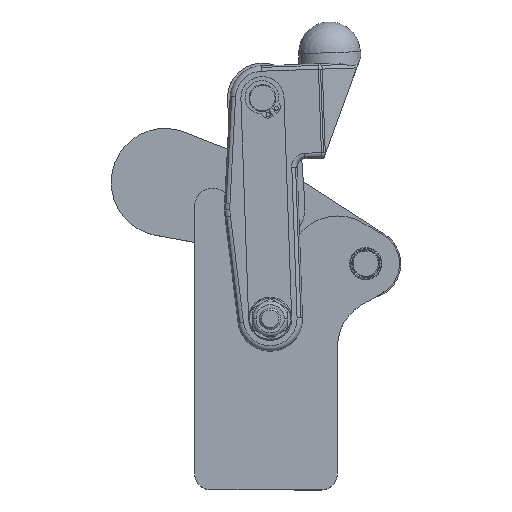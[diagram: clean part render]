
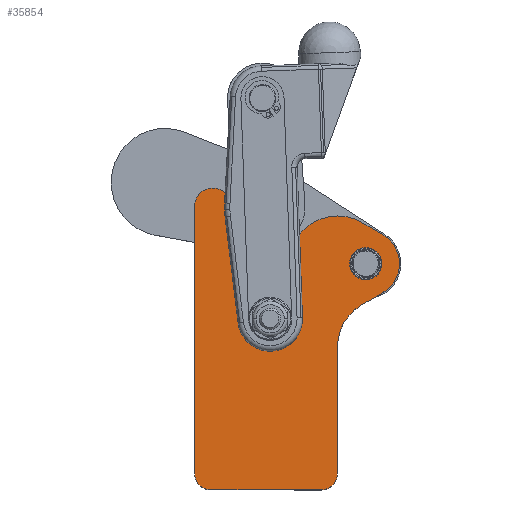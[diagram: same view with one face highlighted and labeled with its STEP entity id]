
A CAD part, top view. The second image highlights one B-rep face of the part: STEP entity #35854.
In plain terms, the highlighted planar face has unit normal (0, 0, 1).
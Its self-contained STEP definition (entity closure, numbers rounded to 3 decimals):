
#167=CARTESIAN_POINT('',(-41.635,226.178,98.143));
#168=VERTEX_POINT('',#167);
#177=CARTESIAN_POINT('',(-29.635,226.178,98.143));
#178=VERTEX_POINT('',#177);
#179=CARTESIAN_POINT('',(-35.635,226.178,98.143));
#180=DIRECTION('',(0.0,0.0,-1.0));
#181=DIRECTION('',(-1.0,0.0,0.0));
#182=AXIS2_PLACEMENT_3D('',#179,#180,#181);
#183=CIRCLE('',#182,6.);
#184=EDGE_CURVE('',#178,#168,#183,.T.);
#1143=CARTESIAN_POINT('',(-87.575,252.275,98.143));
#1144=VERTEX_POINT('',#1143);
#1160=CARTESIAN_POINT('',(-92.171,254.178,98.143));
#1161=VERTEX_POINT('',#1160);
#1168=CARTESIAN_POINT('',(-92.171,247.678,98.143));
#1169=DIRECTION('',(0.0,0.0,-1.));
#1170=DIRECTION('',(0.707,0.707,0.0));
#1171=AXIS2_PLACEMENT_3D('',#1168,#1169,#1170);
#1172=CIRCLE('',#1171,6.5);
#1173=EDGE_CURVE('',#1161,#1144,#1172,.T.);
#1185=CARTESIAN_POINT('',(-97.231,252.275,98.143));
#1186=VERTEX_POINT('',#1185);
#1202=CARTESIAN_POINT('',(-99.135,247.678,98.143));
#1203=VERTEX_POINT('',#1202);
#1210=CARTESIAN_POINT('',(-92.635,247.678,98.143));
#1211=DIRECTION('',(0.0,0.0,-1.0));
#1212=DIRECTION('',(-0.707,0.707,0.0));
#1213=AXIS2_PLACEMENT_3D('',#1210,#1211,#1212);
#1214=CIRCLE('',#1213,6.5);
#1215=EDGE_CURVE('',#1203,#1186,#1214,.T.);
#32866=CARTESIAN_POINT('',(-85.895,227.426,98.143));
#32867=VERTEX_POINT('',#32866);
#32883=CARTESIAN_POINT('',(-59.919,228.334,98.143));
#32884=VERTEX_POINT('',#32883);
#32892=CARTESIAN_POINT('',(-85.895,227.426,98.143));
#32893=DIRECTION('',(0.999,0.035,0.0));
#32894=VECTOR('',#32893,25.992);
#32895=LINE('',#32892,#32894);
#32896=EDGE_CURVE('',#32867,#32884,#32895,.T.);
#34305=CARTESIAN_POINT('',(-59.142,206.097,98.143));
#34306=VERTEX_POINT('',#34305);
#34313=CARTESIAN_POINT('',(-59.919,228.334,98.143));
#34314=DIRECTION('',(0.035,-0.999,0.));
#34315=VECTOR('',#34314,22.25);
#34316=LINE('',#34313,#34315);
#34317=EDGE_CURVE('',#32884,#34306,#34316,.T.);
#34371=CARTESIAN_POINT('',(-83.045,204.216,98.143));
#34372=VERTEX_POINT('',#34371);
#34373=CARTESIAN_POINT('',(-83.045,204.216,98.143));
#34374=DIRECTION('',(-0.122,0.993,0.));
#34375=VECTOR('',#34374,23.385);
#34376=LINE('',#34373,#34375);
#34377=EDGE_CURVE('',#34372,#32867,#34376,.T.);
#34395=CARTESIAN_POINT('',(-71.135,205.678,98.143));
#34396=DIRECTION('',(0.,0.,-1.0));
#34397=DIRECTION('',(0.993,0.122,0.));
#34398=AXIS2_PLACEMENT_3D('',#34395,#34396,#34397);
#34399=CIRCLE('',#34398,12.);
#34400=EDGE_CURVE('',#34306,#34372,#34399,.T.);
#35300=CARTESIAN_POINT('',(-92.635,254.178,98.143));
#35301=VERTEX_POINT('',#35300);
#35302=CARTESIAN_POINT('',(-92.635,247.678,98.143));
#35303=DIRECTION('',(0.0,0.0,-1.0));
#35304=DIRECTION('',(-0.707,0.707,0.0));
#35305=AXIS2_PLACEMENT_3D('',#35302,#35303,#35304);
#35306=CIRCLE('',#35305,6.5);
#35307=EDGE_CURVE('',#1186,#35301,#35306,.T.);
#35327=CARTESIAN_POINT('',(-99.135,148.178,98.143));
#35328=VERTEX_POINT('',#35327);
#35335=CARTESIAN_POINT('',(-99.135,148.178,98.143));
#35336=DIRECTION('',(0.0,1.0,0.0));
#35337=VECTOR('',#35336,99.5);
#35338=LINE('',#35335,#35337);
#35339=EDGE_CURVE('',#35328,#1203,#35338,.T.);
#35350=CARTESIAN_POINT('',(-85.671,247.678,98.143));
#35351=VERTEX_POINT('',#35350);
#35352=CARTESIAN_POINT('',(-92.171,247.678,98.143));
#35353=DIRECTION('',(0.0,0.0,-1.));
#35354=DIRECTION('',(0.707,0.707,0.0));
#35355=AXIS2_PLACEMENT_3D('',#35352,#35353,#35354);
#35356=CIRCLE('',#35355,6.5);
#35357=EDGE_CURVE('',#1144,#35351,#35356,.T.);
#35375=CARTESIAN_POINT('',(-85.671,246.678,98.143));
#35376=VERTEX_POINT('',#35375);
#35377=CARTESIAN_POINT('',(-85.671,247.678,98.143));
#35378=DIRECTION('',(0.0,-1.0,0.0));
#35379=VECTOR('',#35378,1.);
#35380=LINE('',#35377,#35379);
#35381=EDGE_CURVE('',#35351,#35376,#35380,.T.);
#35409=CARTESIAN_POINT('',(-35.635,226.178,98.143));
#35410=DIRECTION('',(0.0,0.0,-1.0));
#35411=DIRECTION('',(-1.0,0.0,0.0));
#35412=AXIS2_PLACEMENT_3D('',#35409,#35410,#35411);
#35413=CIRCLE('',#35412,6.);
#35414=EDGE_CURVE('',#168,#178,#35413,.T.);
#35568=CARTESIAN_POINT('',(-37.114,241.47,98.143));
#35569=VERTEX_POINT('',#35568);
#35570=CARTESIAN_POINT('',(-29.383,237.007,98.143));
#35571=VERTEX_POINT('',#35570);
#35572=CARTESIAN_POINT('',(-37.114,241.47,98.143));
#35573=DIRECTION('',(0.866,-0.5,0.0));
#35574=VECTOR('',#35573,8.927);
#35575=LINE('',#35572,#35574);
#35576=EDGE_CURVE('',#35569,#35571,#35575,.T.);
#35599=CARTESIAN_POINT('',(-29.383,215.35,98.143));
#35600=VERTEX_POINT('',#35599);
#35601=CARTESIAN_POINT('',(-35.635,226.178,98.143));
#35602=DIRECTION('',(0.0,0.0,-1.0));
#35603=DIRECTION('',(0.5,-0.866,0.0));
#35604=AXIS2_PLACEMENT_3D('',#35601,#35602,#35603);
#35605=CIRCLE('',#35604,12.504);
#35606=EDGE_CURVE('',#35571,#35600,#35605,.T.);
#35624=CARTESIAN_POINT('',(-37.135,210.875,98.143));
#35625=VERTEX_POINT('',#35624);
#35626=CARTESIAN_POINT('',(-29.383,215.35,98.143));
#35627=DIRECTION('',(-0.866,-0.5,0.0));
#35628=VECTOR('',#35627,8.951);
#35629=LINE('',#35626,#35628);
#35630=EDGE_CURVE('',#35600,#35625,#35629,.T.);
#35649=CARTESIAN_POINT('',(-46.135,195.286,98.143));
#35650=VERTEX_POINT('',#35649);
#35651=CARTESIAN_POINT('',(-28.135,195.286,98.143));
#35652=DIRECTION('',(0.0,0.0,1.0));
#35653=DIRECTION('',(0.5,-0.866,0.0));
#35654=AXIS2_PLACEMENT_3D('',#35651,#35652,#35653);
#35655=CIRCLE('',#35654,18.0);
#35656=EDGE_CURVE('',#35625,#35650,#35655,.T.);
#35674=CARTESIAN_POINT('',(-46.135,148.178,98.143));
#35675=VERTEX_POINT('',#35674);
#35676=CARTESIAN_POINT('',(-46.135,195.286,98.143));
#35677=DIRECTION('',(0.0,-1.0,0.0));
#35678=VECTOR('',#35677,47.108);
#35679=LINE('',#35676,#35678);
#35680=EDGE_CURVE('',#35650,#35675,#35679,.T.);
#35698=CARTESIAN_POINT('',(-52.135,142.178,98.143));
#35699=VERTEX_POINT('',#35698);
#35700=CARTESIAN_POINT('',(-52.135,148.178,98.143));
#35701=DIRECTION('',(0.0,0.0,-1.0));
#35702=DIRECTION('',(0.0,-1.0,0.0));
#35703=AXIS2_PLACEMENT_3D('',#35700,#35701,#35702);
#35704=CIRCLE('',#35703,6.);
#35705=EDGE_CURVE('',#35675,#35699,#35704,.T.);
#35723=CARTESIAN_POINT('',(-93.135,142.178,98.143));
#35724=VERTEX_POINT('',#35723);
#35725=CARTESIAN_POINT('',(-52.135,142.178,98.143));
#35726=DIRECTION('',(-1.0,0.0,0.0));
#35727=VECTOR('',#35726,41.);
#35728=LINE('',#35725,#35727);
#35729=EDGE_CURVE('',#35699,#35724,#35728,.T.);
#35747=CARTESIAN_POINT('',(-93.135,148.178,98.143));
#35748=DIRECTION('',(0.0,0.0,-1.0));
#35749=DIRECTION('',(-1.0,0.0,0.0));
#35750=AXIS2_PLACEMENT_3D('',#35747,#35748,#35749);
#35751=CIRCLE('',#35750,6.);
#35752=EDGE_CURVE('',#35724,#35328,#35751,.T.);
#35766=CARTESIAN_POINT('',(-92.635,254.178,98.143));
#35767=DIRECTION('',(1.0,0.0,0.0));
#35768=VECTOR('',#35767,0.463);
#35769=LINE('',#35766,#35768);
#35770=EDGE_CURVE('',#35301,#1161,#35769,.T.);
#35782=CARTESIAN_POINT('',(-59.842,237.525,98.143));
#35783=VERTEX_POINT('',#35782);
#35784=CARTESIAN_POINT('',(-71.135,246.678,98.143));
#35785=DIRECTION('',(0.0,0.0,1.0));
#35786=DIRECTION('',(1.0,0.0,0.0));
#35787=AXIS2_PLACEMENT_3D('',#35784,#35785,#35786);
#35788=CIRCLE('',#35787,14.537);
#35789=EDGE_CURVE('',#35376,#35783,#35788,.T.);
#35807=CARTESIAN_POINT('',(-46.114,225.882,98.143));
#35808=DIRECTION('',(0.0,0.0,-1.));
#35809=DIRECTION('',(0.5,0.866,0.0));
#35810=AXIS2_PLACEMENT_3D('',#35807,#35808,#35809);
#35811=CIRCLE('',#35810,18.);
#35812=EDGE_CURVE('',#35783,#35569,#35811,.T.);
#35820=CARTESIAN_POINT('',(-69.582,200.205,98.143));
#35821=DIRECTION('',(0.0,0.0,1.0));
#35822=DIRECTION('',(1.0,0.0,0.0));
#35823=AXIS2_PLACEMENT_3D('',#35820,#35821,#35822);
#35824=PLANE('',#35823);
#35825=ORIENTED_EDGE('',*,*,#1215,.F.);
#35826=ORIENTED_EDGE('',*,*,#35339,.F.);
#35827=ORIENTED_EDGE('',*,*,#35752,.F.);
#35828=ORIENTED_EDGE('',*,*,#35729,.F.);
#35829=ORIENTED_EDGE('',*,*,#35705,.F.);
#35830=ORIENTED_EDGE('',*,*,#35680,.F.);
#35831=ORIENTED_EDGE('',*,*,#35656,.F.);
#35832=ORIENTED_EDGE('',*,*,#35630,.F.);
#35833=ORIENTED_EDGE('',*,*,#35606,.F.);
#35834=ORIENTED_EDGE('',*,*,#35576,.F.);
#35835=ORIENTED_EDGE('',*,*,#35812,.F.);
#35836=ORIENTED_EDGE('',*,*,#35789,.F.);
#35837=ORIENTED_EDGE('',*,*,#35381,.F.);
#35838=ORIENTED_EDGE('',*,*,#35357,.F.);
#35839=ORIENTED_EDGE('',*,*,#1173,.F.);
#35840=ORIENTED_EDGE('',*,*,#35770,.F.);
#35841=ORIENTED_EDGE('',*,*,#35307,.F.);
#35842=EDGE_LOOP('',(#35825,#35826,#35827,#35828,#35829,#35830,#35831,#35832,#35833,#35834,#35835,#35836,#35837,#35838,#35839,#35840,#35841));
#35843=FACE_OUTER_BOUND('',#35842,.T.);
#35844=ORIENTED_EDGE('',*,*,#32896,.T.);
#35845=ORIENTED_EDGE('',*,*,#34317,.T.);
#35846=ORIENTED_EDGE('',*,*,#34400,.T.);
#35847=ORIENTED_EDGE('',*,*,#34377,.T.);
#35848=EDGE_LOOP('',(#35844,#35845,#35846,#35847));
#35849=FACE_BOUND('',#35848,.T.);
#35850=ORIENTED_EDGE('',*,*,#184,.T.);
#35851=ORIENTED_EDGE('',*,*,#35414,.T.);
#35852=EDGE_LOOP('',(#35850,#35851));
#35853=FACE_BOUND('',#35852,.T.);
#35854=ADVANCED_FACE('',(#35843,#35849,#35853),#35824,.T.);
